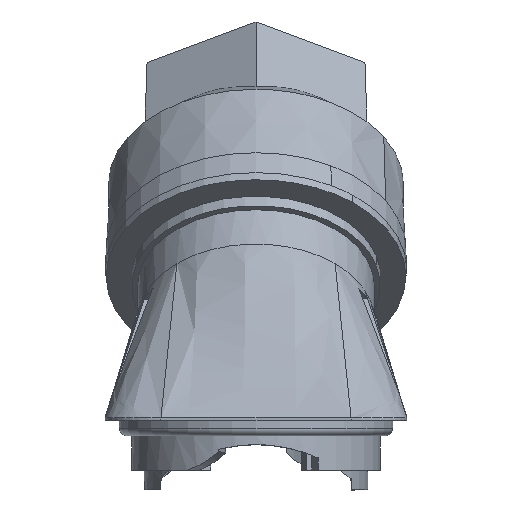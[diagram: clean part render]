
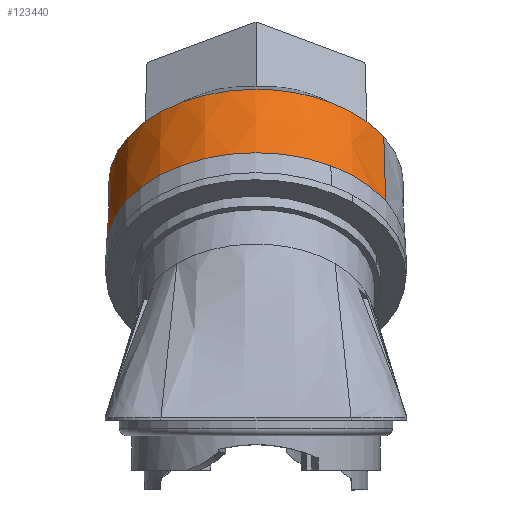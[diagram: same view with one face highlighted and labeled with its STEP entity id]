
A CAD part, left-side view. The second image highlights one B-rep face of the part: STEP entity #123440.
In plain terms, the highlighted conical face has half-angle 1.5 degrees and reference radius 23.6 mm.
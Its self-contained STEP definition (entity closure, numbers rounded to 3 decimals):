
#122690=CARTESIAN_POINT('',(41.504,21.9,
96.962));
#122700=DIRECTION('',(0.,0.,
-1.));
#122710=DIRECTION('',(0.5,0.866,
0.));
#122720=AXIS2_PLACEMENT_3D('',#122690,#122700,#122710);
#122730=CIRCLE('',#122720,24.1);
#122740=CARTESIAN_POINT('',(29.454,1.029,
96.962));
#122750=VERTEX_POINT('',#122740);
#122780=CARTESIAN_POINT('',(62.375,33.95,
96.962));
#122790=VERTEX_POINT('',#122780);
#122800=EDGE_CURVE('',#122790,#122750,#122730,.T.);
#123010=CARTESIAN_POINT('',(41.504,21.9,
116.057));
#123020=DIRECTION('',(0.,0.,
-1.));
#123030=DIRECTION('',(0.5,0.866,
0.));
#123040=AXIS2_PLACEMENT_3D('',#123010,#123020,#123030);
#123050=CONICAL_SURFACE('',#123040,23.6,0.026);
#123060=CARTESIAN_POINT('',(41.504,21.9,
110.586));
#123070=DIRECTION('',(0.,0.,
-1.));
#123080=DIRECTION('',(1.,-0.007,
0.));
#123090=AXIS2_PLACEMENT_3D('',#123060,#123070,#123080);
#123100=CIRCLE('',#123090,23.743);
#123110=CARTESIAN_POINT('',(53.375,42.462,
110.586));
#123120=VERTEX_POINT('',#123110);
#123130=CARTESIAN_POINT('',(62.066,33.772,
110.586));
#123140=VERTEX_POINT('',#123130);
#123150=EDGE_CURVE('',#123120,#123140,#123100,.T.);
#123160=ORIENTED_EDGE('',*,*,#123150,.T.);
#123170=CARTESIAN_POINT('',(53.304,42.338,
116.057));
#123180=DIRECTION('',(0.013,0.023,
-1.));
#123190=VECTOR('',#123180,901.557);
#123200=LINE('',#123170,#123190);
#123210=CARTESIAN_POINT('',(53.554,42.771,
96.962));
#123220=VERTEX_POINT('',#123210);
#123230=EDGE_CURVE('',#123120,#123220,#123200,.T.);
#123240=ORIENTED_EDGE('',*,*,#123230,.F.);
#123250=EDGE_CURVE('',#123220,#122790,#122730,.T.);
#123260=ORIENTED_EDGE('',*,*,#123250,.F.);
#123270=ORIENTED_EDGE('',*,*,#122800,.F.);
#123280=CARTESIAN_POINT('',(29.704,1.462,
116.057));
#123290=DIRECTION('',(-0.013,-0.023,
-1.));
#123300=VECTOR('',#123290,901.557);
#123310=LINE('',#123280,#123300);
#123320=CARTESIAN_POINT('',(29.632,1.338,
110.586));
#123330=VERTEX_POINT('',#123320);
#123340=EDGE_CURVE('',#123330,#122750,#123310,.T.);
#123350=ORIENTED_EDGE('',*,*,#123340,.T.);
#123360=CARTESIAN_POINT('',(65.246,21.733,
110.586));
#123370=VERTEX_POINT('',#123360);
#123380=EDGE_CURVE('',#123370,#123330,#123100,.T.);
#123390=ORIENTED_EDGE('',*,*,#123380,.T.);
#123400=EDGE_CURVE('',#123140,#123370,#123100,.T.);
#123410=ORIENTED_EDGE('',*,*,#123400,.T.);
#123420=EDGE_LOOP('',(#123410,#123390,#123350,#123270,#123260,#123240,
#123160));
#123430=FACE_OUTER_BOUND('',#123420,.T.);
#123440=ADVANCED_FACE('',(#123430),#123050,.T.);
